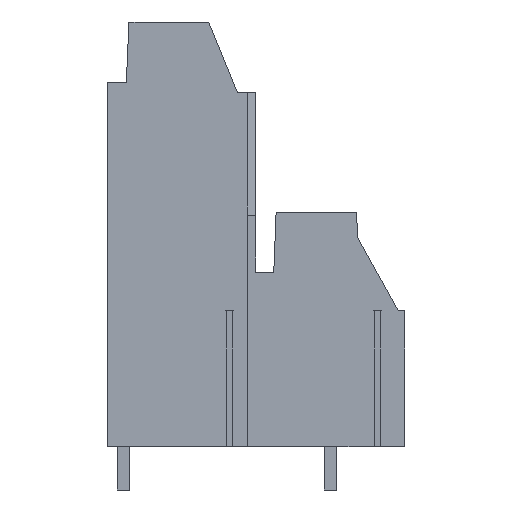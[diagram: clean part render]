
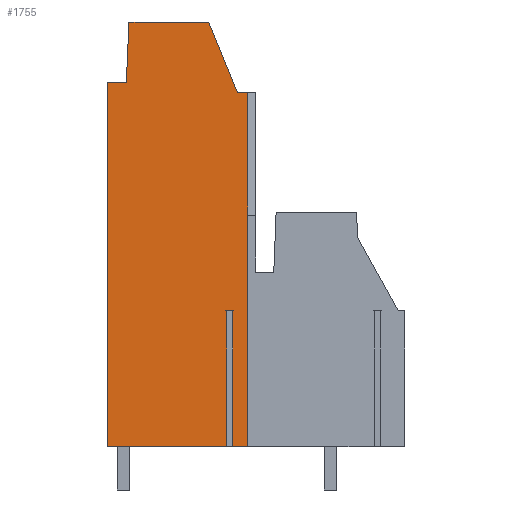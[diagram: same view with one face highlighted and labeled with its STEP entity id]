
A CAD part, left-side view. The second image highlights one B-rep face of the part: STEP entity #1755.
In plain terms, the highlighted planar face has unit normal (-1, 0, 0).
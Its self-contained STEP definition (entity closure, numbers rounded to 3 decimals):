
#1689=AXIS2_PLACEMENT_3D('Plane Axis2P3D',#1686,#1687,#1688) ;
#889=CARTESIAN_POINT('Line Origine',(0.,12.12,3.2)) ;
#893=CARTESIAN_POINT('Vertex',(0.,11.574,3.2)) ;
#895=CARTESIAN_POINT('Vertex',(0.,12.665,3.2)) ;
#944=CARTESIAN_POINT('Vertex',(0.,13.115,3.2)) ;
#947=CARTESIAN_POINT('Line Origine',(0.,17.528,3.2)) ;
#951=CARTESIAN_POINT('Vertex',(0.,21.94,3.2)) ;
#1460=CARTESIAN_POINT('Vertex',(0.,11.574,29.26)) ;
#1463=CARTESIAN_POINT('Line Origine',(0.,11.574,16.23)) ;
#1669=CARTESIAN_POINT('Vertex',(0.,12.337,29.26)) ;
#1672=CARTESIAN_POINT('Line Origine',(0.,11.956,29.26)) ;
#1686=CARTESIAN_POINT('Axis2P3D Location',(0.,11.,17.2)) ;
#1692=CARTESIAN_POINT('Control Point',(0.,20.328,34.47)) ;
#1693=CARTESIAN_POINT('Control Point',(0.,20.521,30.05)) ;
#1694=CARTESIAN_POINT('Vertex',(0.,20.328,34.47)) ;
#1696=CARTESIAN_POINT('Vertex',(0.,20.521,30.05)) ;
#1699=CARTESIAN_POINT('Line Origine',(0.,16.853,30.05)) ;
#1703=CARTESIAN_POINT('Vertex',(0.,21.94,30.05)) ;
#1706=CARTESIAN_POINT('Line Origine',(0.,21.94,34.47)) ;
#1711=CARTESIAN_POINT('Line Origine',(0.,13.115,34.47)) ;
#1715=CARTESIAN_POINT('Vertex',(0.,13.115,13.2)) ;
#1718=CARTESIAN_POINT('Line Origine',(0.,16.853,13.2)) ;
#1722=CARTESIAN_POINT('Vertex',(0.,12.665,13.2)) ;
#1725=CARTESIAN_POINT('Line Origine',(0.,12.665,34.47)) ;
#1731=CARTESIAN_POINT('Control Point',(0.,12.337,29.26)) ;
#1732=CARTESIAN_POINT('Control Point',(0.,14.449,34.47)) ;
#1733=CARTESIAN_POINT('Vertex',(0.,14.449,34.47)) ;
#1736=CARTESIAN_POINT('Line Origine',(0.,16.853,34.47)) ;
#890=DIRECTION('Vector Direction',(0.,1.,0.)) ;
#948=DIRECTION('Vector Direction',(0.,1.,0.)) ;
#1464=DIRECTION('Vector Direction',(0.,0.,-1.)) ;
#1673=DIRECTION('Vector Direction',(0.,1.,0.)) ;
#1687=DIRECTION('Axis2P3D Direction',(1.,0.,0.)) ;
#1688=DIRECTION('Axis2P3D XDirection',(0.,1.,0.)) ;
#1700=DIRECTION('Vector Direction',(0.,1.,0.)) ;
#1707=DIRECTION('Vector Direction',(0.,0.,1.)) ;
#1712=DIRECTION('Vector Direction',(0.,0.,1.)) ;
#1719=DIRECTION('Vector Direction',(0.,1.,0.)) ;
#1726=DIRECTION('Vector Direction',(0.,0.,1.)) ;
#1737=DIRECTION('Vector Direction',(0.,1.,0.)) ;
#891=VECTOR('Line Direction',#890,1.) ;
#949=VECTOR('Line Direction',#948,1.) ;
#1465=VECTOR('Line Direction',#1464,1.) ;
#1674=VECTOR('Line Direction',#1673,1.) ;
#1701=VECTOR('Line Direction',#1700,1.) ;
#1708=VECTOR('Line Direction',#1707,1.) ;
#1713=VECTOR('Line Direction',#1712,1.) ;
#1720=VECTOR('Line Direction',#1719,1.) ;
#1727=VECTOR('Line Direction',#1726,1.) ;
#1738=VECTOR('Line Direction',#1737,1.) ;
#1742=ORIENTED_EDGE('',*,*,#1698,.T.) ;
#1743=ORIENTED_EDGE('',*,*,#1705,.T.) ;
#1744=ORIENTED_EDGE('',*,*,#1710,.T.) ;
#1745=ORIENTED_EDGE('',*,*,#953,.F.) ;
#1746=ORIENTED_EDGE('',*,*,#1717,.T.) ;
#1747=ORIENTED_EDGE('',*,*,#1724,.T.) ;
#1748=ORIENTED_EDGE('',*,*,#1729,.F.) ;
#1749=ORIENTED_EDGE('',*,*,#897,.F.) ;
#1750=ORIENTED_EDGE('',*,*,#1467,.F.) ;
#1751=ORIENTED_EDGE('',*,*,#1676,.T.) ;
#1752=ORIENTED_EDGE('',*,*,#1735,.T.) ;
#1753=ORIENTED_EDGE('',*,*,#1740,.T.) ;
#1755=ADVANCED_FACE('housing',(#1754),#1690,.F.) ;
#1691=B_SPLINE_CURVE_WITH_KNOTS('',1,(#1692,#1693),.UNSPECIFIED.,.F.,.U.,(2,2),(-2.212,2.212),.UNSPECIFIED.) ;
#1730=B_SPLINE_CURVE_WITH_KNOTS('',1,(#1731,#1732),.UNSPECIFIED.,.F.,.U.,(2,2),(-2.811,2.811),.UNSPECIFIED.) ;
#897=EDGE_CURVE('',#894,#896,#892,.T.) ;
#953=EDGE_CURVE('',#945,#952,#950,.T.) ;
#1467=EDGE_CURVE('',#1461,#894,#1466,.T.) ;
#1676=EDGE_CURVE('',#1461,#1670,#1675,.T.) ;
#1698=EDGE_CURVE('',#1695,#1697,#1691,.T.) ;
#1705=EDGE_CURVE('',#1697,#1704,#1702,.T.) ;
#1710=EDGE_CURVE('',#1704,#952,#1709,.F.) ;
#1717=EDGE_CURVE('',#945,#1716,#1714,.T.) ;
#1724=EDGE_CURVE('',#1716,#1723,#1721,.F.) ;
#1729=EDGE_CURVE('',#896,#1723,#1728,.T.) ;
#1735=EDGE_CURVE('',#1670,#1734,#1730,.T.) ;
#1740=EDGE_CURVE('',#1734,#1695,#1739,.T.) ;
#1741=EDGE_LOOP('',(#1742,#1743,#1744,#1745,#1746,#1747,#1748,#1749,#1750,#1751,#1752,#1753)) ;
#1754=FACE_OUTER_BOUND('',#1741,.T.) ;
#892=LINE('Line',#889,#891) ;
#950=LINE('Line',#947,#949) ;
#1466=LINE('Line',#1463,#1465) ;
#1675=LINE('Line',#1672,#1674) ;
#1702=LINE('Line',#1699,#1701) ;
#1709=LINE('Line',#1706,#1708) ;
#1714=LINE('Line',#1711,#1713) ;
#1721=LINE('Line',#1718,#1720) ;
#1728=LINE('Line',#1725,#1727) ;
#1739=LINE('Line',#1736,#1738) ;
#1690=PLANE('',#1689) ;
#894=VERTEX_POINT('',#893) ;
#896=VERTEX_POINT('',#895) ;
#945=VERTEX_POINT('',#944) ;
#952=VERTEX_POINT('',#951) ;
#1461=VERTEX_POINT('',#1460) ;
#1670=VERTEX_POINT('',#1669) ;
#1695=VERTEX_POINT('',#1694) ;
#1697=VERTEX_POINT('',#1696) ;
#1704=VERTEX_POINT('',#1703) ;
#1716=VERTEX_POINT('',#1715) ;
#1723=VERTEX_POINT('',#1722) ;
#1734=VERTEX_POINT('',#1733) ;
